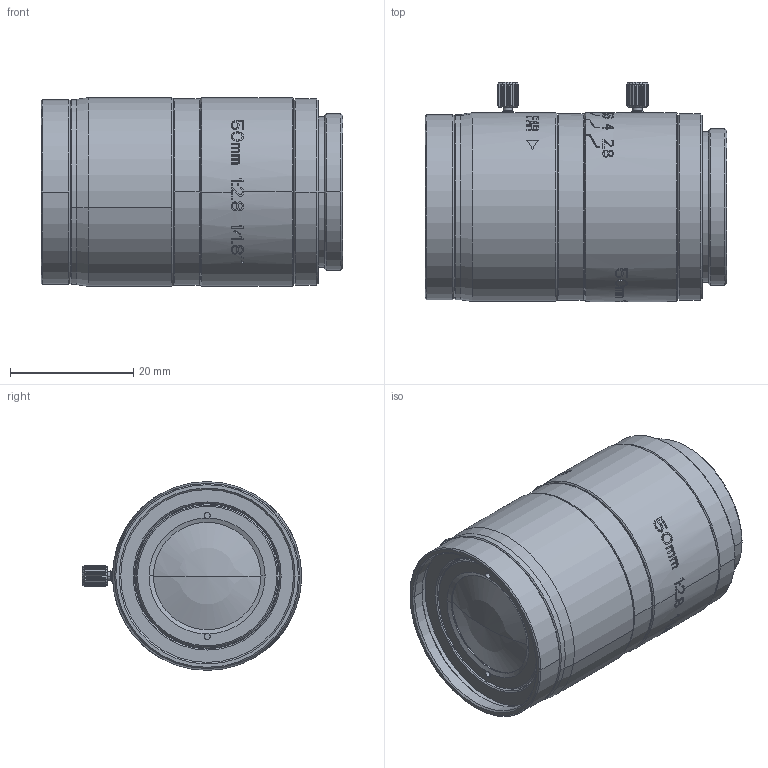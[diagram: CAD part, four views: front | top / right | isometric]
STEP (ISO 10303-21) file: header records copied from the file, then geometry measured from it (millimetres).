
FILE_DESCRIPTION(('FreeCAD Model'),'2;1');
FILE_NAME('Open CASCADE Shape Model','2025-01-20T17:15:30',(''),(''), 'Open CASCADE STEP processor 7.8','FreeCAD','Unknown');
FILE_SCHEMA(('AUTOMOTIVE_DESIGN { 1 0 10303 214 1 1 1 1 }'));
Length unit declared in the file: millimetre
Products named in the file (59): VA-LCM-5MP-50MM-F2.8-018; 200_ASM_8_ASM; 503_2; SOLID; COMPOUND004; COMPOUND; COMPOUND001; COMPOUND002; COMPOUND003; 202_ASM_5_ASM; 501_5; SOLID001; COMPOUND012; COMPOUND005; COMPOUND006; COMPOUND007; COMPOUND008; COMPOUND009; COMPOUND010; COMPOUND011; 515_1; SOLID002; SHELL; 516_1; SOLID003; SHELL001; 301_1; 511_1; SOLID004; SHELL002; 201_ASM_1_ASM; 502_2; SOLID005; COMPOUND015; COMPOUND013; COMPOUND014; 304_1; 514_1; SOLID006; SHELL003 ...
Assembly tree (61 placements, depth 7):
  VA-LCM-5MP-50MM-F2.8-018
    200_ASM_8_ASM
      503_2
        SOLID
        COMPOUND004
          COMPOUND
          COMPOUND001
          COMPOUND002
          COMPOUND003
      202_ASM_5_ASM
        501_5
          SOLID001
          COMPOUND012
            COMPOUND005
            COMPOUND006
            COMPOUND007
            COMPOUND008
            COMPOUND009
            COMPOUND010
            COMPOUND011
        515_1
          SOLID002
          SHELL
        516_1
          SOLID003
          SHELL001
        301_1
        511_1
          SOLID004
          SHELL002
        201_ASM_1_ASM
          502_2
            SOLID005
            COMPOUND015
              COMPOUND013
              COMPOUND014
          304_1
          514_1
            SOLID006
            SHELL003
      504_3
        SOLID007
        COMPOUND018
          COMPOUND016
          COMPOUND017
      505_1
        SOLID008
        COMPOUND021
          COMPOUND019
          COMPOUND020
      541_1
      506_3
        SOLID009
        SHELL004
      507_1
        SOLID010
        SHELL005
      M14252001_1  x3
      531_1  x2
Bounding box: 48.9 x 35.5 x 30.6 mm (x, y, z)
Volume: 20657.3 mm3; surface area: 27920.3 mm2
Topology: 19 solids, 42 shells, 1821 faces, 5207 edges, 3512 vertices
Faces by surface type: plane 715, bspline 474, cylinder 390, cone 234, sphere 8
Entity records: 73941 total; most frequent: CARTESIAN_POINT 31219, ORIENTED_EDGE 9540, DIRECTION 7258, EDGE_CURVE 4828, VERTEX_POINT 3263, AXIS2_PLACEMENT_3D 2705, FACE_BOUND 1848, EDGE_LOOP 1848
